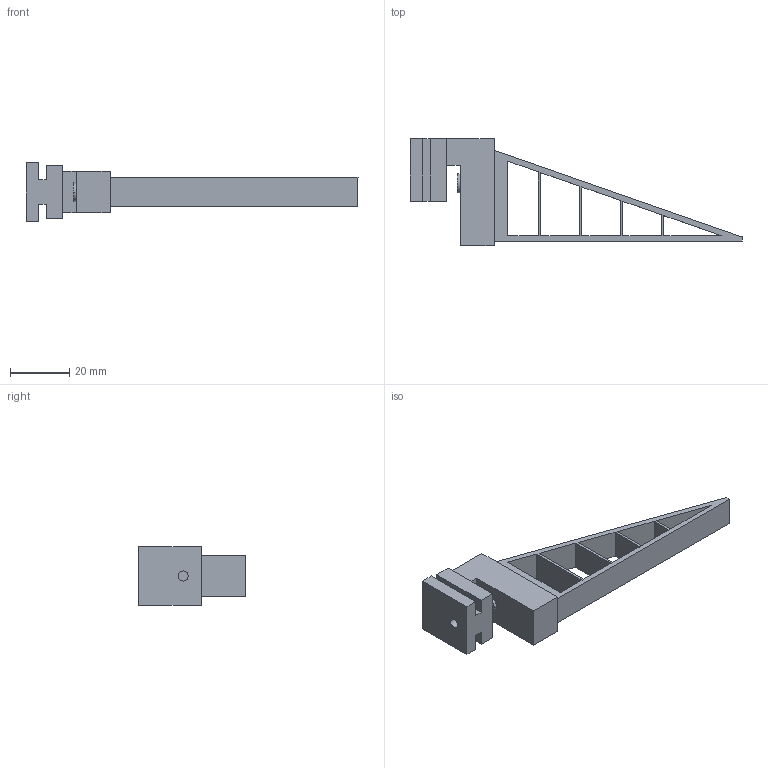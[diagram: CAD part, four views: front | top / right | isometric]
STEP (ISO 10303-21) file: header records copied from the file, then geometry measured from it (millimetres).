
FILE_DESCRIPTION (( 'STEP AP214' ), '1' );
FILE_NAME ('gripper_left_link.STEP', '2022-10-17T11:16:55', ( '' ), ( '' ), 'SwSTEP 2.0', 'SolidWorks 2021', '' );
FILE_SCHEMA (( 'AUTOMOTIVE_DESIGN' ));
Length unit declared in the file: millimetre
Products named in the file (4): gripper_left_link; EndeffectorLink; part4; part5
Assembly tree (3 placements, depth 3):
  gripper_left_link
    EndeffectorLink
      part4
      part5
Bounding box: 112.27 x 36.16 x 19.8 mm (x, y, z)
Volume: 15354.5 mm3; surface area: 11960.2 mm2
Topology: 2 solids, 2 shells, 70 faces, 189 edges, 126 vertices
Faces by surface type: plane 62, cylinder 8
Entity records: 3107 total; most frequent: CARTESIAN_POINT 392, ORIENTED_EDGE 378, DIRECTION 359, EDGE_CURVE 189, VECTOR 173, LINE 173, VERTEX_POINT 126, AXIS2_PLACEMENT_3D 93
